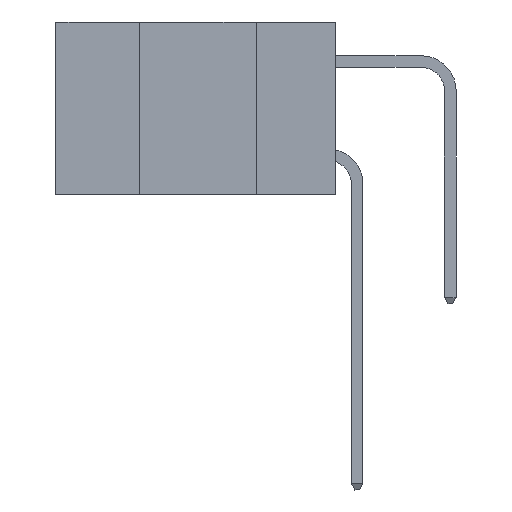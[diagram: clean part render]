
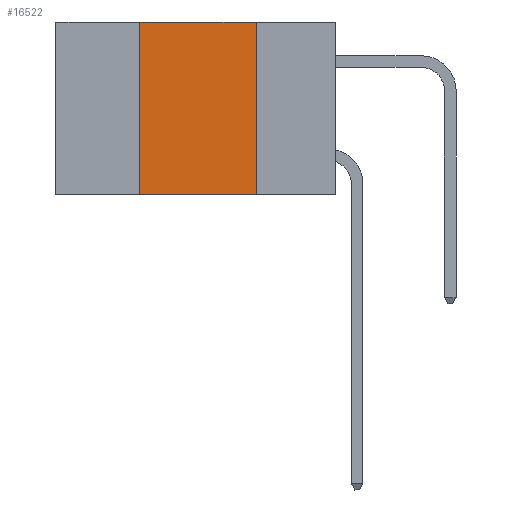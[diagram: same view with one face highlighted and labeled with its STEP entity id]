
A CAD part, left-side view. The second image highlights one B-rep face of the part: STEP entity #16522.
In plain terms, the highlighted planar face has unit normal (-1, 0, 0).
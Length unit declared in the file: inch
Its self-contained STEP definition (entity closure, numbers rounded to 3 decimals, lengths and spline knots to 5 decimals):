
#849 = VERTEX_POINT ( 'NONE', #17424 ) ;
#3065 = ORIENTED_EDGE ( 'NONE', *, *, #10903, .F. ) ;
#3073 = LINE ( 'NONE', #34263, #28426 ) ;
#4134 = LINE ( 'NONE', #16645, #34369 ) ;
#4820 = VECTOR ( 'NONE', #30891, 39.37008 ) ;
#5627 = CARTESIAN_POINT ( 'NONE',  ( 0., 0.6, 0. ) ) ;
#6255 = VERTEX_POINT ( 'NONE', #27225 ) ;
#7901 = VERTEX_POINT ( 'NONE', #10886 ) ;
#7927 = DIRECTION ( 'NONE',  ( 0., 0., 1. ) ) ;
#8682 = DIRECTION ( 'NONE',  ( 0., 0., -1. ) ) ;
#10618 = EDGE_CURVE ( 'NONE', #7901, #6255, #4134, .T. ) ;
#10886 = CARTESIAN_POINT ( 'NONE',  ( 0., 0.42, 0. ) ) ;
#10903 = EDGE_CURVE ( 'NONE', #6255, #849, #18642, .T. ) ;
#10948 = LINE ( 'NONE', #23249, #30404 ) ;
#11687 = FACE_OUTER_BOUND ( 'NONE', #30557, .T. ) ;
#12147 = DIRECTION ( 'NONE',  ( 0., -1., 0. ) ) ;
#15109 = DIRECTION ( 'NONE',  ( 1., 0., 0. ) ) ;
#15714 = ORIENTED_EDGE ( 'NONE', *, *, #15944, .F. ) ;
#15944 = EDGE_CURVE ( 'NONE', #38382, #7901, #10948, .T. ) ;
#16522 = ADVANCED_FACE ( 'NONE', ( #11687 ), #23979, .F. ) ;
#16645 = CARTESIAN_POINT ( 'NONE',  ( 0., 0.6, 0. ) ) ;
#16837 = DIRECTION ( 'NONE',  ( 0., -1., 0. ) ) ;
#17424 = CARTESIAN_POINT ( 'NONE',  ( 0., 0.17, -0.37 ) ) ;
#18642 = LINE ( 'NONE', #36718, #4820 ) ;
#23249 = CARTESIAN_POINT ( 'NONE',  ( 0., 0.42, 0. ) ) ;
#23979 = PLANE ( 'NONE',  #28510 ) ;
#26094 = EDGE_CURVE ( 'NONE', #38382, #849, #3073, .T. ) ;
#27225 = CARTESIAN_POINT ( 'NONE',  ( 0., 0.17, 0. ) ) ;
#28426 = VECTOR ( 'NONE', #12147, 39.37008 ) ;
#28510 = AXIS2_PLACEMENT_3D ( 'NONE', #5627, #15109, #8682 ) ;
#30280 = ORIENTED_EDGE ( 'NONE', *, *, #26094, .T. ) ;
#30404 = VECTOR ( 'NONE', #7927, 39.37008 ) ;
#30557 = EDGE_LOOP ( 'NONE', ( #3065, #33862, #15714, #30280 ) ) ;
#30891 = DIRECTION ( 'NONE',  ( 0., 0., -1. ) ) ;
#33862 = ORIENTED_EDGE ( 'NONE', *, *, #10618, .F. ) ;
#34263 = CARTESIAN_POINT ( 'NONE',  ( 0., 0.6, -0.37 ) ) ;
#34369 = VECTOR ( 'NONE', #16837, 39.37008 ) ;
#34817 = CARTESIAN_POINT ( 'NONE',  ( 0., 0.42, -0.37 ) ) ;
#36718 = CARTESIAN_POINT ( 'NONE',  ( 0., 0.17, 0. ) ) ;
#38382 = VERTEX_POINT ( 'NONE', #34817 ) ;
